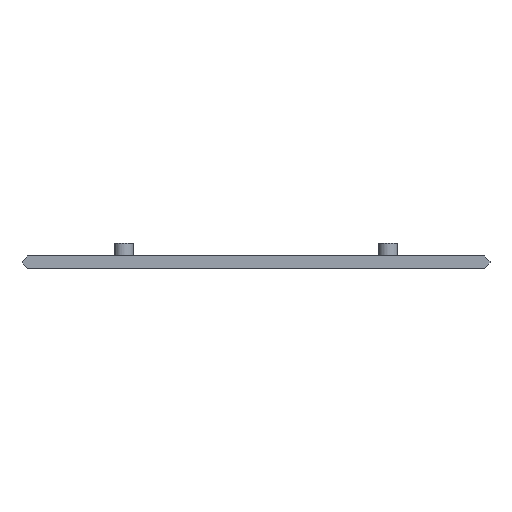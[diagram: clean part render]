
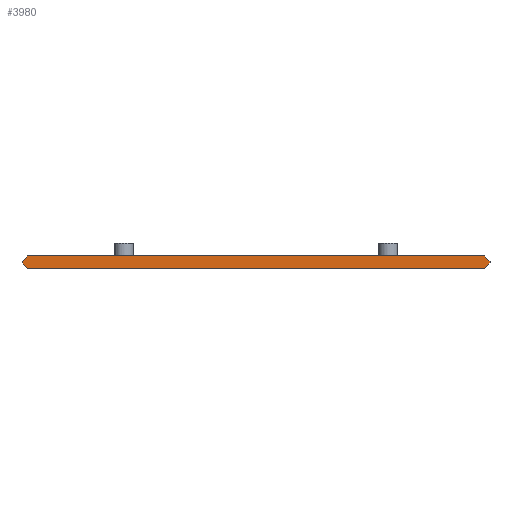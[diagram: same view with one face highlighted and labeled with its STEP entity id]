
A CAD part, front view. The second image highlights one B-rep face of the part: STEP entity #3980.
In plain terms, the highlighted planar face has unit normal (0, -1, 0).
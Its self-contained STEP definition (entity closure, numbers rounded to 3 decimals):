
#308=FACE_OUTER_BOUND('',#535,.T.);
#535=EDGE_LOOP('',(#3427,#3428,#3429,#3430,#3431,#3432,#3433,#3434));
#1078=LINE('',#6205,#1600);
#1081=LINE('',#6210,#1603);
#1083=LINE('',#6214,#1605);
#1085=LINE('',#6218,#1607);
#1090=LINE('',#6245,#1612);
#1091=LINE('',#6247,#1613);
#1092=LINE('',#6249,#1614);
#1093=LINE('',#6250,#1615);
#1600=VECTOR('',#5100,10.);
#1603=VECTOR('',#5105,10.);
#1605=VECTOR('',#5109,10.);
#1607=VECTOR('',#5113,10.);
#1612=VECTOR('',#5144,10.);
#1613=VECTOR('',#5145,10.);
#1614=VECTOR('',#5146,10.);
#1615=VECTOR('',#5147,10.);
#1967=VERTEX_POINT('',#6202);
#1968=VERTEX_POINT('',#6204);
#1969=VERTEX_POINT('',#6208);
#1970=VERTEX_POINT('',#6212);
#1971=VERTEX_POINT('',#6216);
#1980=VERTEX_POINT('',#6244);
#1981=VERTEX_POINT('',#6246);
#1982=VERTEX_POINT('',#6248);
#2502=EDGE_CURVE('',#1968,#1967,#1078,.T.);
#2505=EDGE_CURVE('',#1967,#1969,#1081,.T.);
#2507=EDGE_CURVE('',#1969,#1970,#1083,.T.);
#2509=EDGE_CURVE('',#1970,#1971,#1085,.T.);
#2522=EDGE_CURVE('',#1971,#1980,#1090,.T.);
#2523=EDGE_CURVE('',#1980,#1981,#1091,.T.);
#2524=EDGE_CURVE('',#1981,#1982,#1092,.T.);
#2525=EDGE_CURVE('',#1982,#1968,#1093,.T.);
#3427=ORIENTED_EDGE('',*,*,#2509,.T.);
#3428=ORIENTED_EDGE('',*,*,#2522,.T.);
#3429=ORIENTED_EDGE('',*,*,#2523,.T.);
#3430=ORIENTED_EDGE('',*,*,#2524,.T.);
#3431=ORIENTED_EDGE('',*,*,#2525,.T.);
#3432=ORIENTED_EDGE('',*,*,#2502,.T.);
#3433=ORIENTED_EDGE('',*,*,#2505,.T.);
#3434=ORIENTED_EDGE('',*,*,#2507,.T.);
#3792=PLANE('',#4206);
#3980=ADVANCED_FACE('',(#308),#3792,.T.);
#4206=AXIS2_PLACEMENT_3D('',#6243,#5142,#5143);
#5100=DIRECTION('',(0.707,0.,0.707));
#5105=DIRECTION('',(0.,0.,1.));
#5109=DIRECTION('',(-0.707,0.,0.707));
#5113=DIRECTION('',(-1.,0.,0.));
#5142=DIRECTION('center_axis',(0.,-1.,0.));
#5143=DIRECTION('ref_axis',(0.,0.,-1.));
#5144=DIRECTION('',(-0.707,0.,-0.707));
#5145=DIRECTION('',(0.,0.,-1.));
#5146=DIRECTION('',(0.707,0.,-0.707));
#5147=DIRECTION('',(1.,0.,0.));
#6202=CARTESIAN_POINT('',(74.3,-15.,-0.2));
#6204=CARTESIAN_POINT('',(72.5,-15.,-2.));
#6205=CARTESIAN_POINT('',(74.3,-15.,-0.2));
#6208=CARTESIAN_POINT('',(74.3,-15.,0.2));
#6210=CARTESIAN_POINT('',(74.3,-15.,0.2));
#6212=CARTESIAN_POINT('',(72.5,-15.,2.));
#6214=CARTESIAN_POINT('',(72.5,-15.,2.));
#6216=CARTESIAN_POINT('',(-72.5,-15.,2.));
#6218=CARTESIAN_POINT('',(-72.5,-15.,2.));
#6243=CARTESIAN_POINT('Origin',(0.,-15.,0.));
#6244=CARTESIAN_POINT('',(-74.3,-15.,0.2));
#6245=CARTESIAN_POINT('',(-72.5,-15.,2.));
#6246=CARTESIAN_POINT('',(-74.3,-15.,-0.2));
#6247=CARTESIAN_POINT('',(-74.3,-15.,0.));
#6248=CARTESIAN_POINT('',(-72.5,-15.,-2.));
#6249=CARTESIAN_POINT('',(-74.3,-15.,-0.2));
#6250=CARTESIAN_POINT('',(72.5,-15.,-2.));
